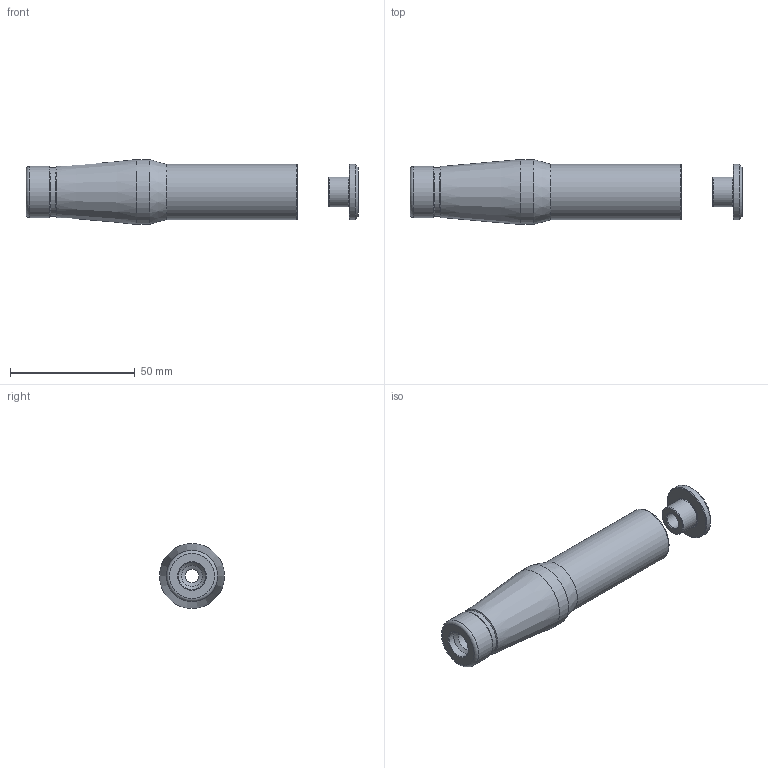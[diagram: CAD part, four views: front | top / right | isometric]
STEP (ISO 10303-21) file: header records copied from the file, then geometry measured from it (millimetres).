
FILE_DESCRIPTION(/* description */ (''),/* implementation_level */ '2;1');
FILE_NAME(/* name */ 'MCS12-SSA12-2.5.step',/* time_stamp */ '2025-12-15T15:43:09-06:00',/* author */ (''),/* organization */ (''),/* preprocessor_version */ 'ST-DEVELOPER v20.1',/* originating_system */ 'Autodesk Translation Framework v14.21.0.0',/* authorisation */ '');
FILE_SCHEMA (('AUTOMOTIVE_DESIGN { 1 0 10303 214 3 1 1 }'));
Length unit declared in the file: inch
Products named in the file (2): MCS12-SSA12-2.5; SSA12mm-Cap v2
Assembly tree (1 placements, depth 2):
  MCS12-SSA12-2.5
    SSA12mm-Cap v2
Bounding box: 132.87 x 25.99 x 25.99 mm (x, y, z)
Volume: 39365.9 mm3; surface area: 12474.1 mm2
Topology: 2 solids, 2 shells, 52 faces, 113 edges, 67 vertices
Faces by surface type: cone 24, cylinder 20, plane 6, torus 2
Full cylindrical faces by diameter (mm): 1.397 x8, 5.461 x1, 6.604 x1, 8.5 x1, 10.973 x1, 11.746 x1, 12 x2, 19.304 x1, 20.485 x1, 22.174 x1, 22.225 x1, 25.993 x1
Entity records: 1469 total; most frequent: DIRECTION 276, CARTESIAN_POINT 227, ORIENTED_EDGE 210, AXIS2_PLACEMENT_3D 116, EDGE_CURVE 105, VERTEX_POINT 67, EDGE_LOOP 66, CIRCLE 61
